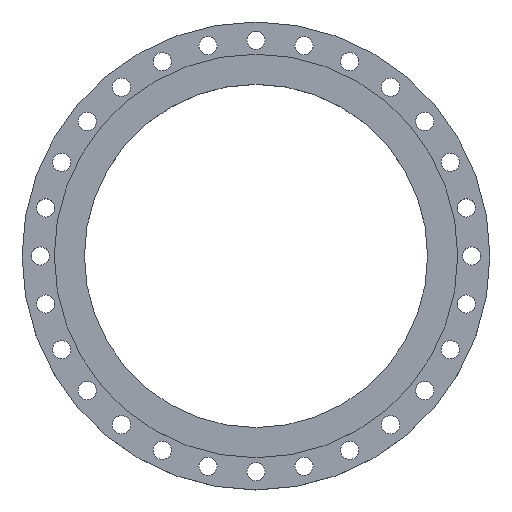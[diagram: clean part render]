
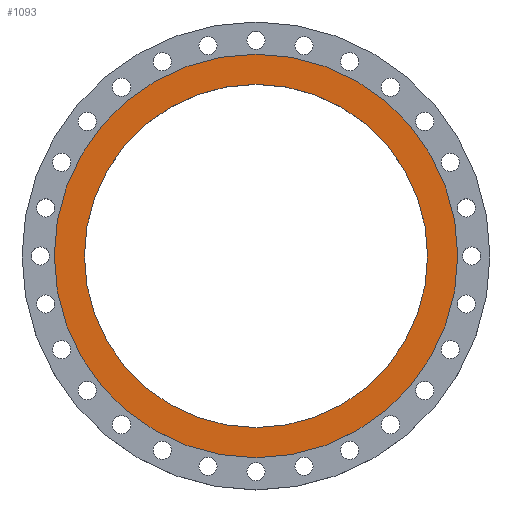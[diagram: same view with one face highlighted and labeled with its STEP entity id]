
A CAD part, top view. The second image highlights one B-rep face of the part: STEP entity #1093.
In plain terms, the highlighted planar face has unit normal (0, 0, 1).
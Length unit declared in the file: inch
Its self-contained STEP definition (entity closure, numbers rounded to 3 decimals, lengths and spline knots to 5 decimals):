
#62 = EDGE_CURVE ( 'NONE', #688, #884, #2515, .T. ) ;
#173 = CARTESIAN_POINT ( 'NONE',  ( 0., 15.3125, 0. ) ) ;
#296 = DIRECTION ( 'NONE',  ( 0., 0., 1. ) ) ;
#396 = FACE_OUTER_BOUND ( 'NONE', #1539, .T. ) ;
#401 = CARTESIAN_POINT ( 'NONE',  ( 0., 0., 0. ) ) ;
#426 = ORIENTED_EDGE ( 'NONE', *, *, #1680, .F. ) ;
#436 = CIRCLE ( 'NONE', #2149, 18. ) ;
#569 = FACE_BOUND ( 'NONE', #1219, .T. ) ;
#582 = PLANE ( 'NONE',  #1216 ) ;
#625 = DIRECTION ( 'NONE',  ( 1., 0., 0. ) ) ;
#688 = VERTEX_POINT ( 'NONE', #747 ) ;
#691 = EDGE_CURVE ( 'NONE', #974, #1843, #436, .T. ) ;
#695 = CARTESIAN_POINT ( 'NONE',  ( 0., 0., 0. ) ) ;
#747 = CARTESIAN_POINT ( 'NONE',  ( -15.3125, 0., 0. ) ) ;
#797 = CARTESIAN_POINT ( 'NONE',  ( 18., 0., 0. ) ) ;
#877 = ORIENTED_EDGE ( 'NONE', *, *, #1746, .T. ) ;
#884 = VERTEX_POINT ( 'NONE', #1447 ) ;
#895 = DIRECTION ( 'NONE',  ( 0., 0., 1. ) ) ;
#953 = DIRECTION ( 'NONE',  ( 0., 0., -1. ) ) ;
#957 = AXIS2_PLACEMENT_3D ( 'NONE', #695, #895, #1860 ) ;
#974 = VERTEX_POINT ( 'NONE', #797 ) ;
#1093 = ADVANCED_FACE ( 'NONE', ( #569, #396 ), #582, .F. ) ;
#1107 = DIRECTION ( 'NONE',  ( 1., 0., 0. ) ) ;
#1216 = AXIS2_PLACEMENT_3D ( 'NONE', #173, #953, #1986 ) ;
#1219 = EDGE_LOOP ( 'NONE', ( #426, #2159 ) ) ;
#1350 = DIRECTION ( 'NONE',  ( 1., 0., 0. ) ) ;
#1447 = CARTESIAN_POINT ( 'NONE',  ( 15.3125, 0., 0. ) ) ;
#1503 = AXIS2_PLACEMENT_3D ( 'NONE', #1693, #296, #1107 ) ;
#1539 = EDGE_LOOP ( 'NONE', ( #2481, #877 ) ) ;
#1556 = DIRECTION ( 'NONE',  ( 0., 0., 1. ) ) ;
#1680 = EDGE_CURVE ( 'NONE', #884, #688, #1997, .T. ) ;
#1693 = CARTESIAN_POINT ( 'NONE',  ( 0., 0., 0. ) ) ;
#1746 = EDGE_CURVE ( 'NONE', #1843, #974, #2376, .T. ) ;
#1843 = VERTEX_POINT ( 'NONE', #2100 ) ;
#1860 = DIRECTION ( 'NONE',  ( 1., 0., 0. ) ) ;
#1915 = CARTESIAN_POINT ( 'NONE',  ( 0., 0., 0. ) ) ;
#1986 = DIRECTION ( 'NONE',  ( -1., 0., 0. ) ) ;
#1989 = DIRECTION ( 'NONE',  ( 0., 0., 1. ) ) ;
#1997 = CIRCLE ( 'NONE', #957, 15.3125 ) ;
#2100 = CARTESIAN_POINT ( 'NONE',  ( -18., 0., 0. ) ) ;
#2103 = AXIS2_PLACEMENT_3D ( 'NONE', #401, #1989, #625 ) ;
#2149 = AXIS2_PLACEMENT_3D ( 'NONE', #1915, #1556, #1350 ) ;
#2159 = ORIENTED_EDGE ( 'NONE', *, *, #62, .F. ) ;
#2376 = CIRCLE ( 'NONE', #1503, 18. ) ;
#2481 = ORIENTED_EDGE ( 'NONE', *, *, #691, .T. ) ;
#2515 = CIRCLE ( 'NONE', #2103, 15.3125 ) ;
